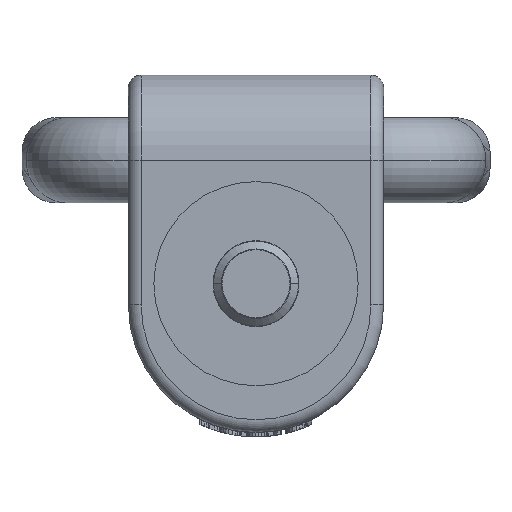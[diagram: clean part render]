
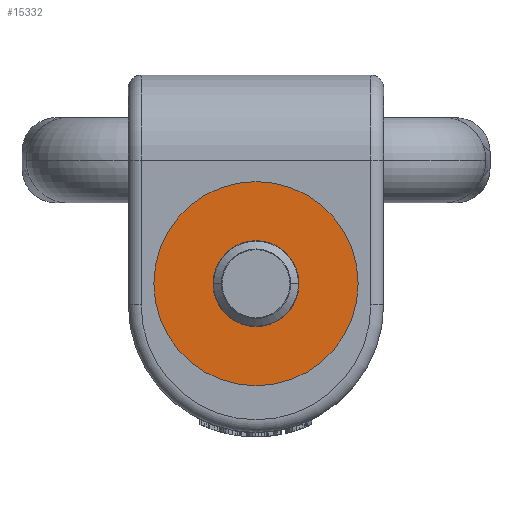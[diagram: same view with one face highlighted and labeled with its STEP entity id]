
A CAD part, front view. The second image highlights one B-rep face of the part: STEP entity #15332.
In plain terms, the highlighted face is planar.
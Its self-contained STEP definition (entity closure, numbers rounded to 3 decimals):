
#15171=CARTESIAN_POINT('',(0.,0.,14.4));
#15172=DIRECTION('',(0.,0.,-1.));
#15173=DIRECTION('',(1.,0.,0.));
#15174=AXIS2_PLACEMENT_3D('',#15171,#15172,#15173);
#15176=CARTESIAN_POINT('',(0.,0.,14.4));
#15177=DIRECTION('',(0.,0.,1.));
#15178=DIRECTION('',(1.,0.,0.));
#15179=AXIS2_PLACEMENT_3D('',#15176,#15177,#15178);
#15181=CARTESIAN_POINT('',(0.,0.,14.4));
#15182=DIRECTION('',(0.,0.,1.));
#15183=DIRECTION('',(1.,0.,0.));
#15184=AXIS2_PLACEMENT_3D('',#15181,#15182,#15183);
#15194=CARTESIAN_POINT('',(0.,0.,14.4));
#15195=DIRECTION('',(0.,0.,-1.));
#15196=DIRECTION('',(1.,0.,0.));
#15197=AXIS2_PLACEMENT_3D('',#15194,#15195,#15196);
#15283=CARTESIAN_POINT('',(12.,0.,14.4));
#15285=VERTEX_POINT('',#15283);
#15296=CARTESIAN_POINT('',(5.05,0.,14.4));
#15298=VERTEX_POINT('',#15296);
#15299=CARTESIAN_POINT('',(-12.,0.,14.4));
#15301=VERTEX_POINT('',#15299);
#15312=CARTESIAN_POINT('',(-5.05,0.,14.4));
#15314=VERTEX_POINT('',#15312);
#15315=CARTESIAN_POINT('',(0.,0.,14.4));
#15316=DIRECTION('',(0.,0.,1.));
#15317=DIRECTION('',(-1.,0.,0.));
#15318=AXIS2_PLACEMENT_3D('',#15315,#15316,#15317);
#15319=PLANE('',#15318);
#15321=ORIENTED_EDGE('',*,*,#15320,.F.);
#15323=ORIENTED_EDGE('',*,*,#15322,.T.);
#15324=EDGE_LOOP('',(#15321,#15323));
#15325=FACE_OUTER_BOUND('',#15324,.F.);
#15327=ORIENTED_EDGE('',*,*,#15326,.F.);
#15329=ORIENTED_EDGE('',*,*,#15328,.T.);
#15330=EDGE_LOOP('',(#15327,#15329));
#15331=FACE_BOUND('',#15330,.F.);
#15332=ADVANCED_FACE('',(#15325,#15331),#15319,.T.);
#15175=CIRCLE('',#15174,5.05);
#15180=CIRCLE('',#15179,5.05);
#15185=CIRCLE('',#15184,12.);
#15198=CIRCLE('',#15197,12.);
#15320=EDGE_CURVE('',#15285,#15301,#15185,.T.);
#15322=EDGE_CURVE('',#15285,#15301,#15198,.T.);
#15326=EDGE_CURVE('',#15298,#15314,#15175,.T.);
#15328=EDGE_CURVE('',#15298,#15314,#15180,.T.);
